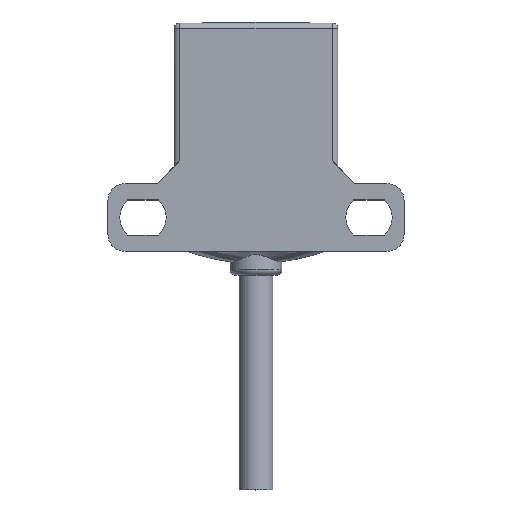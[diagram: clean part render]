
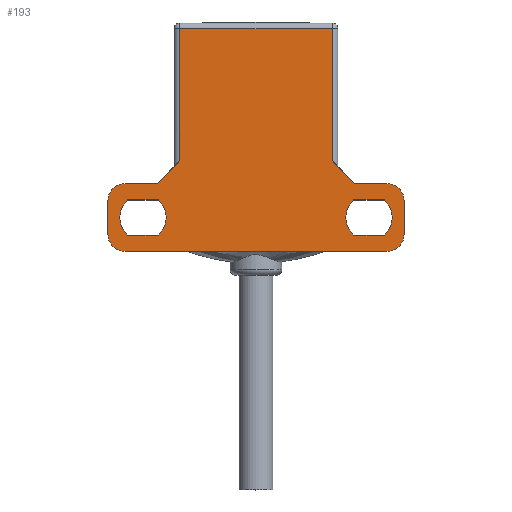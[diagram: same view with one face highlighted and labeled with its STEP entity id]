
A CAD part, top view. The second image highlights one B-rep face of the part: STEP entity #193.
In plain terms, the highlighted planar face has unit normal (0, 0, 1).
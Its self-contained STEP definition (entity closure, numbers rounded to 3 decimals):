
#158=CIRCLE('',#1596,1.51);
#159=CIRCLE('',#1597,1.51);
#160=CIRCLE('',#1598,1.51);
#161=CIRCLE('',#1599,1.51);
#162=CIRCLE('',#1600,2.05);
#163=CIRCLE('',#1601,2.05);
#164=CIRCLE('',#1602,2.05);
#165=CIRCLE('',#1603,2.05);
#193=ADVANCED_FACE('',(#346,#347,#348),#281,.T.);
#281=PLANE('',#1604);
#346=FACE_BOUND('',#375,.T.);
#347=FACE_BOUND('',#376,.T.);
#348=FACE_BOUND('',#377,.T.);
#375=EDGE_LOOP('',(#506,#507,#508,#509,#510,#511,#512,#513,#514,#515,#516,
#517,#518,#519));
#376=EDGE_LOOP('',(#520,#521,#522,#523));
#377=EDGE_LOOP('',(#524,#525,#526,#527));
#506=ORIENTED_EDGE('',*,*,#1073,.T.);
#507=ORIENTED_EDGE('',*,*,#1074,.T.);
#508=ORIENTED_EDGE('',*,*,#1075,.T.);
#509=ORIENTED_EDGE('',*,*,#1076,.T.);
#510=ORIENTED_EDGE('',*,*,#1077,.T.);
#511=ORIENTED_EDGE('',*,*,#1060,.T.);
#512=ORIENTED_EDGE('',*,*,#1078,.T.);
#513=ORIENTED_EDGE('',*,*,#1079,.T.);
#514=ORIENTED_EDGE('',*,*,#1080,.T.);
#515=ORIENTED_EDGE('',*,*,#1081,.T.);
#516=ORIENTED_EDGE('',*,*,#1082,.T.);
#517=ORIENTED_EDGE('',*,*,#1083,.T.);
#518=ORIENTED_EDGE('',*,*,#1084,.T.);
#519=ORIENTED_EDGE('',*,*,#1085,.T.);
#520=ORIENTED_EDGE('',*,*,#1086,.F.);
#521=ORIENTED_EDGE('',*,*,#1087,.T.);
#522=ORIENTED_EDGE('',*,*,#1088,.F.);
#523=ORIENTED_EDGE('',*,*,#1089,.T.);
#524=ORIENTED_EDGE('',*,*,#1090,.F.);
#525=ORIENTED_EDGE('',*,*,#1091,.T.);
#526=ORIENTED_EDGE('',*,*,#1092,.F.);
#527=ORIENTED_EDGE('',*,*,#1093,.T.);
#920=VERTEX_POINT('',#2171);
#921=VERTEX_POINT('',#2172);
#932=VERTEX_POINT('',#2231);
#933=VERTEX_POINT('',#2232);
#934=VERTEX_POINT('',#2234);
#935=VERTEX_POINT('',#2236);
#936=VERTEX_POINT('',#2238);
#937=VERTEX_POINT('',#2241);
#938=VERTEX_POINT('',#2243);
#939=VERTEX_POINT('',#2245);
#940=VERTEX_POINT('',#2247);
#941=VERTEX_POINT('',#2249);
#942=VERTEX_POINT('',#2251);
#943=VERTEX_POINT('',#2253);
#944=VERTEX_POINT('',#2256);
#945=VERTEX_POINT('',#2257);
#946=VERTEX_POINT('',#2259);
#947=VERTEX_POINT('',#2261);
#948=VERTEX_POINT('',#2264);
#949=VERTEX_POINT('',#2265);
#950=VERTEX_POINT('',#2267);
#951=VERTEX_POINT('',#2269);
#1060=EDGE_CURVE('',#920,#921,#1274,.T.);
#1073=EDGE_CURVE('',#932,#933,#1283,.T.);
#1074=EDGE_CURVE('',#933,#934,#1284,.T.);
#1075=EDGE_CURVE('',#934,#935,#158,.T.);
#1076=EDGE_CURVE('',#935,#936,#1285,.T.);
#1077=EDGE_CURVE('',#936,#920,#159,.T.);
#1078=EDGE_CURVE('',#921,#937,#160,.T.);
#1079=EDGE_CURVE('',#937,#938,#1286,.T.);
#1080=EDGE_CURVE('',#938,#939,#161,.T.);
#1081=EDGE_CURVE('',#939,#940,#1287,.T.);
#1082=EDGE_CURVE('',#940,#941,#1288,.T.);
#1083=EDGE_CURVE('',#941,#942,#1289,.T.);
#1084=EDGE_CURVE('',#942,#943,#1290,.T.);
#1085=EDGE_CURVE('',#943,#932,#1291,.T.);
#1086=EDGE_CURVE('',#944,#945,#1292,.T.);
#1087=EDGE_CURVE('',#944,#946,#162,.T.);
#1088=EDGE_CURVE('',#947,#946,#1293,.T.);
#1089=EDGE_CURVE('',#947,#945,#163,.T.);
#1090=EDGE_CURVE('',#948,#949,#1294,.T.);
#1091=EDGE_CURVE('',#948,#950,#164,.T.);
#1092=EDGE_CURVE('',#951,#950,#1295,.T.);
#1093=EDGE_CURVE('',#951,#949,#165,.T.);
#1274=LINE('',#2170,#1442);
#1283=LINE('',#2230,#1451);
#1284=LINE('',#2233,#1452);
#1285=LINE('',#2237,#1453);
#1286=LINE('',#2242,#1454);
#1287=LINE('',#2246,#1455);
#1288=LINE('',#2248,#1456);
#1289=LINE('',#2250,#1457);
#1290=LINE('',#2252,#1458);
#1291=LINE('',#2254,#1459);
#1292=LINE('',#2255,#1460);
#1293=LINE('',#2260,#1461);
#1294=LINE('',#2263,#1462);
#1295=LINE('',#2268,#1463);
#1442=VECTOR('',#1739,1.);
#1451=VECTOR('',#1754,1.);
#1452=VECTOR('',#1755,1.);
#1453=VECTOR('',#1758,1.);
#1454=VECTOR('',#1763,1.);
#1455=VECTOR('',#1766,1.);
#1456=VECTOR('',#1767,1.);
#1457=VECTOR('',#1768,1.);
#1458=VECTOR('',#1769,1.);
#1459=VECTOR('',#1770,1.);
#1460=VECTOR('',#1771,1.);
#1461=VECTOR('',#1774,1.);
#1462=VECTOR('',#1777,1.);
#1463=VECTOR('',#1780,1.);
#1596=AXIS2_PLACEMENT_3D('',#2235,#1756,#1757);
#1597=AXIS2_PLACEMENT_3D('',#2239,#1759,#1760);
#1598=AXIS2_PLACEMENT_3D('',#2240,#1761,#1762);
#1599=AXIS2_PLACEMENT_3D('',#2244,#1764,#1765);
#1600=AXIS2_PLACEMENT_3D('',#2258,#1772,#1773);
#1601=AXIS2_PLACEMENT_3D('',#2262,#1775,#1776);
#1602=AXIS2_PLACEMENT_3D('',#2266,#1778,#1779);
#1603=AXIS2_PLACEMENT_3D('',#2270,#1781,#1782);
#1604=AXIS2_PLACEMENT_3D('',#2271,#1783,#1784);
#1739=DIRECTION('',(1.,0.,0.));
#1754=DIRECTION('',(-0.707,-0.707,0.));
#1755=DIRECTION('',(-1.,0.,0.));
#1756=DIRECTION('',(0.,0.,1.));
#1757=DIRECTION('',(1.,0.,0.));
#1758=DIRECTION('',(0.,-1.,0.));
#1759=DIRECTION('',(0.,0.,1.));
#1760=DIRECTION('',(1.,0.,0.));
#1761=DIRECTION('',(0.,0.,1.));
#1762=DIRECTION('',(1.,0.,0.));
#1763=DIRECTION('',(0.,1.,0.));
#1764=DIRECTION('',(0.,0.,1.));
#1765=DIRECTION('',(1.,0.,0.));
#1766=DIRECTION('',(-1.,0.,0.));
#1767=DIRECTION('',(-0.707,0.707,0.));
#1768=DIRECTION('',(0.,1.,0.));
#1769=DIRECTION('',(-1.,0.,0.));
#1770=DIRECTION('',(0.,-1.,0.));
#1771=DIRECTION('',(1.,0.,0.));
#1772=DIRECTION('',(0.,0.,-1.));
#1773=DIRECTION('',(1.,0.,0.));
#1774=DIRECTION('',(-1.,0.,0.));
#1775=DIRECTION('',(0.,0.,-1.));
#1776=DIRECTION('',(1.,0.,0.));
#1777=DIRECTION('',(1.,0.,0.));
#1778=DIRECTION('',(0.,0.,-1.));
#1779=DIRECTION('',(1.,0.,0.));
#1780=DIRECTION('',(-1.,0.,0.));
#1781=DIRECTION('',(0.,0.,-1.));
#1782=DIRECTION('',(1.,0.,0.));
#1783=DIRECTION('',(0.,0.,1.));
#1784=DIRECTION('',(1.,0.,0.));
#2170=CARTESIAN_POINT('',(117.827,-37.534,112.));
#2171=CARTESIAN_POINT('',(113.487,-37.534,112.));
#2172=CARTESIAN_POINT('',(136.667,-37.534,112.));
#2230=CARTESIAN_POINT('',(116.327,-31.534,112.));
#2231=CARTESIAN_POINT('',(118.327,-29.534,112.));
#2232=CARTESIAN_POINT('',(116.327,-31.534,112.));
#2233=CARTESIAN_POINT('',(115.077,-31.534,112.));
#2234=CARTESIAN_POINT('',(113.487,-31.534,112.));
#2235=CARTESIAN_POINT('',(113.487,-33.044,112.));
#2236=CARTESIAN_POINT('',(111.977,-33.044,112.));
#2237=CARTESIAN_POINT('',(111.977,-31.534,112.));
#2238=CARTESIAN_POINT('',(111.977,-36.024,112.));
#2239=CARTESIAN_POINT('',(113.487,-36.024,112.));
#2240=CARTESIAN_POINT('',(136.667,-36.024,112.));
#2241=CARTESIAN_POINT('',(138.177,-36.024,112.));
#2242=CARTESIAN_POINT('',(138.177,-37.534,112.));
#2243=CARTESIAN_POINT('',(138.177,-33.044,112.));
#2244=CARTESIAN_POINT('',(136.667,-33.044,112.));
#2245=CARTESIAN_POINT('',(136.667,-31.534,112.));
#2246=CARTESIAN_POINT('',(115.077,-31.534,112.));
#2247=CARTESIAN_POINT('',(133.827,-31.534,112.));
#2248=CARTESIAN_POINT('',(133.827,-31.534,112.));
#2249=CARTESIAN_POINT('',(131.827,-29.534,112.));
#2250=CARTESIAN_POINT('',(131.827,-17.334,112.));
#2251=CARTESIAN_POINT('',(131.827,-17.834,112.));
#2252=CARTESIAN_POINT('',(118.327,-17.834,112.));
#2253=CARTESIAN_POINT('',(118.327,-17.834,112.));
#2254=CARTESIAN_POINT('',(118.327,-31.534,112.));
#2255=CARTESIAN_POINT('',(-45.,-36.084,112.));
#2256=CARTESIAN_POINT('',(113.736,-36.084,112.));
#2257=CARTESIAN_POINT('',(116.419,-36.084,112.));
#2258=CARTESIAN_POINT('',(115.077,-34.534,112.));
#2259=CARTESIAN_POINT('',(113.736,-32.984,112.));
#2260=CARTESIAN_POINT('',(-45.,-32.984,112.));
#2261=CARTESIAN_POINT('',(116.419,-32.984,112.));
#2262=CARTESIAN_POINT('',(115.077,-34.534,112.));
#2263=CARTESIAN_POINT('',(-45.,-36.084,112.));
#2264=CARTESIAN_POINT('',(133.736,-36.084,112.));
#2265=CARTESIAN_POINT('',(136.419,-36.084,112.));
#2266=CARTESIAN_POINT('',(135.077,-34.534,112.));
#2267=CARTESIAN_POINT('',(133.736,-32.984,112.));
#2268=CARTESIAN_POINT('',(-45.,-32.984,112.));
#2269=CARTESIAN_POINT('',(136.419,-32.984,112.));
#2270=CARTESIAN_POINT('',(135.077,-34.534,112.));
#2271=CARTESIAN_POINT('',(-45.,0.,112.));
